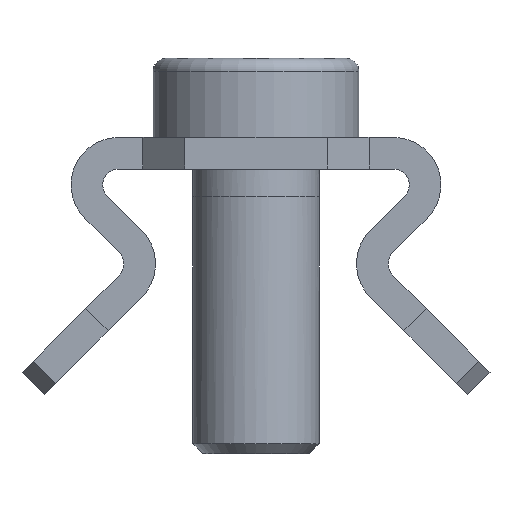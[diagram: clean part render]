
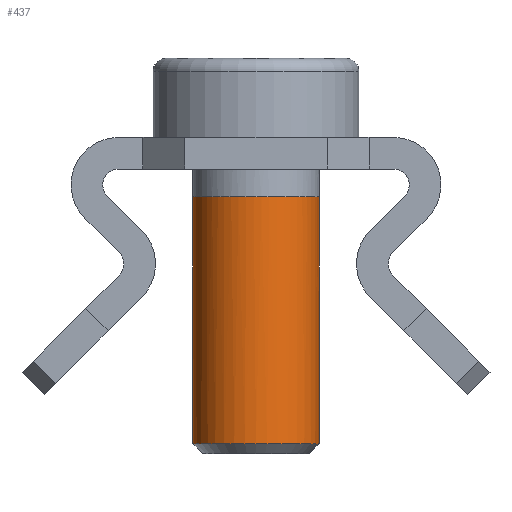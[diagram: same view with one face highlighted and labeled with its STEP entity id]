
A CAD part, front view. The second image highlights one B-rep face of the part: STEP entity #437.
In plain terms, the highlighted cylindrical face has radius 4 mm (diameter 8 mm), a full revolution.
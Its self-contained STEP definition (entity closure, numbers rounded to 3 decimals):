
#437=ADVANCED_FACE('',(#505,#506),#507,.T.);
#505=FACE_OUTER_BOUND('',#633,.T.);
#506=FACE_OUTER_BOUND('',#634,.T.);
#507=CYLINDRICAL_SURFACE('',#635,4.0);
#633=EDGE_LOOP('',(#773));
#634=EDGE_LOOP('',(#774));
#635=AXIS2_PLACEMENT_3D('',#775,#776,#777);
#773=ORIENTED_EDGE('',*,*,#1228,.T.);
#774=ORIENTED_EDGE('',*,*,#1217,.T.);
#775=CARTESIAN_POINT('',(0.0,0.0,0.0));
#776=DIRECTION('',(0.0,0.0,-1.0));
#777=DIRECTION('',(-1.0,0.0,0.0));
#1217=EDGE_CURVE('',#1365,#1365,#1366,.T.);
#1228=EDGE_CURVE('',#1385,#1385,#1386,.F.);
#1365=VERTEX_POINT('',#1613);
#1366=B_SPLINE_CURVE_WITH_KNOTS('',3,(#1614,#1615,#1616,#1617,#1618,#1619,#1620,#1621,#1622,#1623,#1624,#1625,#1626,#1627,#1628,#1629,#1630,#1631,#1632,#1633,#1634,#1635,#1636,#1637,#1638,#1639,#1640,#1641,#1642,#1643,#1644,#1645,#1646,#1647),.UNSPECIFIED.,.T.,.F.,(2,2,2,2,2,2,2,2,2,2,2,2,2,2,2,2,2,2,2),(-0.063,0.0,0.063,0.125,0.188,0.25,0.313,0.375,0.438,0.5,0.563,0.625,0.688,0.75,0.813,0.875,0.938,1.0,1.063),.UNSPECIFIED.);
#1385=VERTEX_POINT('',#1712);
#1386=CIRCLE('',#1713,4.0);
#1613=CARTESIAN_POINT('',(-4.0,0.0,-3.75));
#1614=CARTESIAN_POINT('',(-4.0,-0.524,-3.75));
#1615=CARTESIAN_POINT('',(-4.0,0.524,-3.75));
#1616=CARTESIAN_POINT('',(-3.896,1.047,-3.75));
#1617=CARTESIAN_POINT('',(-3.495,2.014,-3.75));
#1618=CARTESIAN_POINT('',(-3.199,2.458,-3.75));
#1619=CARTESIAN_POINT('',(-2.458,3.199,-3.75));
#1620=CARTESIAN_POINT('',(-2.014,3.495,-3.75));
#1621=CARTESIAN_POINT('',(-1.047,3.896,-3.75));
#1622=CARTESIAN_POINT('',(-0.524,4.0,-3.75));
#1623=CARTESIAN_POINT('',(0.524,4.0,-3.75));
#1624=CARTESIAN_POINT('',(1.047,3.896,-3.75));
#1625=CARTESIAN_POINT('',(2.014,3.495,-3.75));
#1626=CARTESIAN_POINT('',(2.458,3.199,-3.75));
#1627=CARTESIAN_POINT('',(3.199,2.458,-3.75));
#1628=CARTESIAN_POINT('',(3.495,2.014,-3.75));
#1629=CARTESIAN_POINT('',(3.896,1.047,-3.75));
#1630=CARTESIAN_POINT('',(4.0,0.524,-3.75));
#1631=CARTESIAN_POINT('',(4.0,-0.524,-3.75));
#1632=CARTESIAN_POINT('',(3.896,-1.047,-3.75));
#1633=CARTESIAN_POINT('',(3.495,-2.014,-3.75));
#1634=CARTESIAN_POINT('',(3.199,-2.458,-3.75));
#1635=CARTESIAN_POINT('',(2.458,-3.199,-3.75));
#1636=CARTESIAN_POINT('',(2.014,-3.495,-3.75));
#1637=CARTESIAN_POINT('',(1.047,-3.896,-3.75));
#1638=CARTESIAN_POINT('',(0.524,-4.0,-3.75));
#1639=CARTESIAN_POINT('',(-0.524,-4.0,-3.75));
#1640=CARTESIAN_POINT('',(-1.047,-3.896,-3.75));
#1641=CARTESIAN_POINT('',(-2.014,-3.495,-3.75));
#1642=CARTESIAN_POINT('',(-2.458,-3.199,-3.75));
#1643=CARTESIAN_POINT('',(-3.199,-2.458,-3.75));
#1644=CARTESIAN_POINT('',(-3.495,-2.014,-3.75));
#1645=CARTESIAN_POINT('',(-3.896,-1.047,-3.75));
#1646=CARTESIAN_POINT('',(-4.0,-0.524,-3.75));
#1647=CARTESIAN_POINT('',(-4.0,0.524,-3.75));
#1712=CARTESIAN_POINT('',(-4.0,0.,-19.375));
#1713=AXIS2_PLACEMENT_3D('',#2065,#2066,#2067);
#2065=CARTESIAN_POINT('',(0.0,0.0,-19.375));
#2066=DIRECTION('',(0.0,0.0,-1.0));
#2067=DIRECTION('',(-1.0,0.0,0.0));
